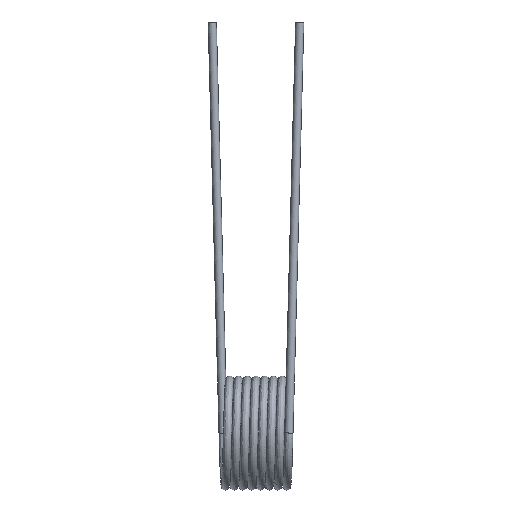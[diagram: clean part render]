
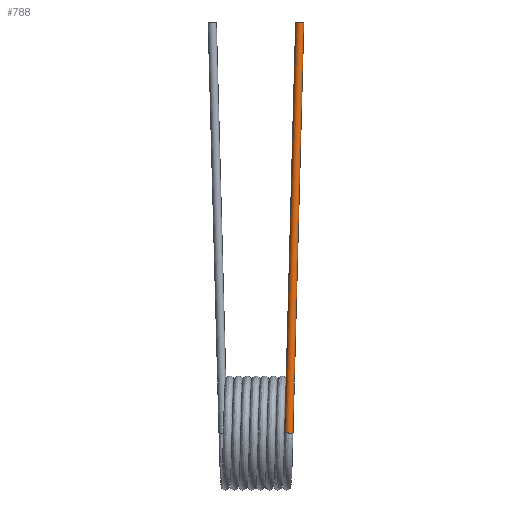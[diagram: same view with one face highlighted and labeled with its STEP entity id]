
A CAD part, front view. The second image highlights one B-rep face of the part: STEP entity #788.
In plain terms, the highlighted cylindrical face has radius 0.191 mm (diameter 0.381 mm), a partial arc.
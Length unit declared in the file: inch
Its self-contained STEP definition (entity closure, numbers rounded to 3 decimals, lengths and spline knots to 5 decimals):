
#10 = VERTEX_POINT ( 'NONE', #176 ) ;
#73 = ORIENTED_EDGE ( 'NONE', *, *, #532, .T. ) ;
#77 = DIRECTION ( 'NONE',  ( 1., 0., -0.026 ) ) ;
#137 = CIRCLE ( 'NONE', #658, 0.0075 ) ;
#162 = DIRECTION ( 'NONE',  ( 1., 0., -0.026 ) ) ;
#165 = DIRECTION ( 'NONE',  ( -0.026, 0., -1. ) ) ;
#176 = CARTESIAN_POINT ( 'NONE',  ( 0.02728, -0.0965, 0.74954 ) ) ;
#204 = VECTOR ( 'NONE', #165, 39.37008 ) ;
#247 = ORIENTED_EDGE ( 'NONE', *, *, #971, .F. ) ;
#332 = VECTOR ( 'NONE', #471, 39.37008 ) ;
#337 = CARTESIAN_POINT ( 'NONE',  ( 0., -0.0965, 0. ) ) ;
#340 = CARTESIAN_POINT ( 'NONE',  ( 0.01229, -0.0965, 0.74994 ) ) ;
#466 = ORIENTED_EDGE ( 'NONE', *, *, #596, .T. ) ;
#471 = DIRECTION ( 'NONE',  ( -0.026, 0., -1. ) ) ;
#515 = FACE_OUTER_BOUND ( 'NONE', #1097, .T. ) ;
#532 = EDGE_CURVE ( 'NONE', #1513, #1595, #879, .T. ) ;
#535 = LINE ( 'NONE', #1588, #332 ) ;
#565 = EDGE_CURVE ( 'NONE', #10, #1726, #535, .T. ) ;
#596 = EDGE_CURVE ( 'NONE', #1595, #1726, #1294, .T. ) ;
#617 = ORIENTED_EDGE ( 'NONE', *, *, #565, .F. ) ;
#658 = AXIS2_PLACEMENT_3D ( 'NONE', #719, #1686, #162 ) ;
#695 = DIRECTION ( 'NONE',  ( -0.026, 0., -1. ) ) ;
#719 = CARTESIAN_POINT ( 'NONE',  ( 0.01978, -0.0965, 0.74974 ) ) ;
#731 = CARTESIAN_POINT ( 'NONE',  ( 0.01229, -0.0965, 0.74994 ) ) ;
#734 = CARTESIAN_POINT ( 'NONE',  ( 0.0075, -0.0965, -0.0002 ) ) ;
#788 = ADVANCED_FACE ( 'NONE', ( #515 ), #1639, .T. ) ;
#839 = CARTESIAN_POINT ( 'NONE',  ( 0.01978, -0.0965, 0.74974 ) ) ;
#879 = LINE ( 'NONE', #731, #204 ) ;
#971 = EDGE_CURVE ( 'NONE', #1513, #10, #137, .T. ) ;
#1007 = CARTESIAN_POINT ( 'NONE',  ( -0.0075, -0.0965, 0.0002 ) ) ;
#1097 = EDGE_LOOP ( 'NONE', ( #617, #247, #73, #466 ) ) ;
#1108 = DIRECTION ( 'NONE',  ( -1., 0., 0.026 ) ) ;
#1222 = AXIS2_PLACEMENT_3D ( 'NONE', #839, #695, #1108 ) ;
#1294 = CIRCLE ( 'NONE', #1563, 0.0075 ) ;
#1440 = DIRECTION ( 'NONE',  ( 0.026, 0., 1. ) ) ;
#1513 = VERTEX_POINT ( 'NONE', #340 ) ;
#1563 = AXIS2_PLACEMENT_3D ( 'NONE', #337, #1440, #77 ) ;
#1588 = CARTESIAN_POINT ( 'NONE',  ( 0.02728, -0.0965, 0.74954 ) ) ;
#1595 = VERTEX_POINT ( 'NONE', #1007 ) ;
#1639 = CYLINDRICAL_SURFACE ( 'NONE', #1222, 0.0075 ) ;
#1686 = DIRECTION ( 'NONE',  ( 0.026, 0., 1. ) ) ;
#1726 = VERTEX_POINT ( 'NONE', #734 ) ;
